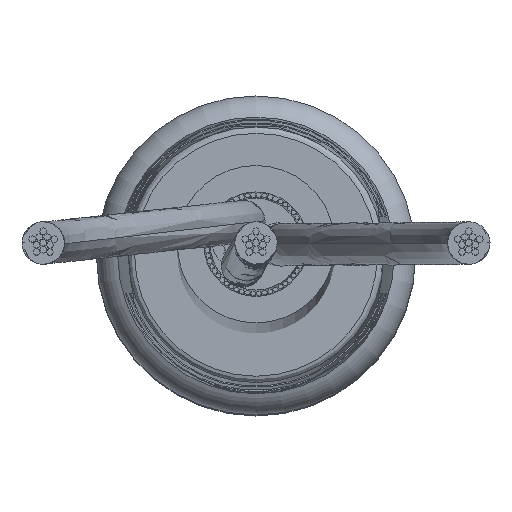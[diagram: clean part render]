
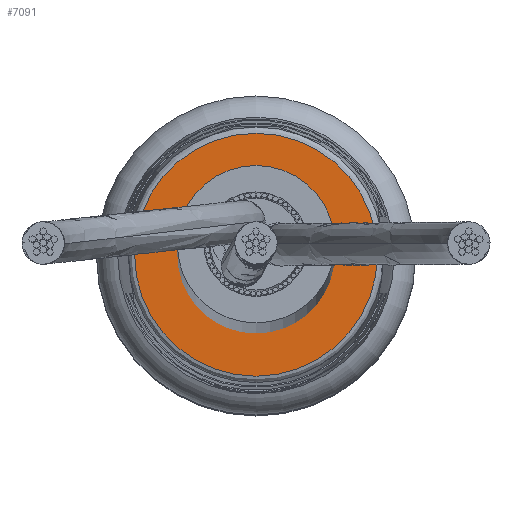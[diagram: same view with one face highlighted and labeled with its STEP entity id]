
A CAD part, top view. The second image highlights one B-rep face of the part: STEP entity #7091.
In plain terms, the highlighted face is planar.
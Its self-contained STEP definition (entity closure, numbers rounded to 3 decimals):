
#2211 = FACE_OUTER_BOUND ( 'NONE', #14633, .T. ) ;
#2282 = CIRCLE ( 'NONE', #3712, 2.854 ) ;
#3470 = DIRECTION ( 'NONE',  ( 0., 0., 1. ) ) ;
#3712 = AXIS2_PLACEMENT_3D ( 'NONE', #19841, #18328, #9037 ) ;
#3720 = DIRECTION ( 'NONE',  ( 0., 0., 1. ) ) ;
#3828 = ORIENTED_EDGE ( 'NONE', *, *, #4475, .T. ) ;
#4475 = EDGE_CURVE ( 'NONE', #17624, #5012, #2282, .T. ) ;
#4549 = CARTESIAN_POINT ( 'NONE',  ( 0., -24., -2.854 ) ) ;
#5012 = VERTEX_POINT ( 'NONE', #12289 ) ;
#7091 = ADVANCED_FACE ( 'NONE', ( #2211 ), #13207, .F. ) ;
#7139 = CIRCLE ( 'NONE', #16988, 2.854 ) ;
#7456 = AXIS2_PLACEMENT_3D ( 'NONE', #17778, #8749, #3720 ) ;
#7555 = EDGE_CURVE ( 'NONE', #5012, #17624, #7139, .T. ) ;
#8749 = DIRECTION ( 'NONE',  ( 0., 1., 0. ) ) ;
#9037 = DIRECTION ( 'NONE',  ( 0., 0., 1. ) ) ;
#12289 = CARTESIAN_POINT ( 'NONE',  ( 0., -24., 2.854 ) ) ;
#12770 = CARTESIAN_POINT ( 'NONE',  ( 0., -24., 0. ) ) ;
#13207 = PLANE ( 'NONE',  #7456 ) ;
#14633 = EDGE_LOOP ( 'NONE', ( #17593, #3828 ) ) ;
#16988 = AXIS2_PLACEMENT_3D ( 'NONE', #12770, #17470, #3470 ) ;
#17470 = DIRECTION ( 'NONE',  ( 0., -1., 0. ) ) ;
#17593 = ORIENTED_EDGE ( 'NONE', *, *, #7555, .T. ) ;
#17624 = VERTEX_POINT ( 'NONE', #4549 ) ;
#17778 = CARTESIAN_POINT ( 'NONE',  ( 0., -24., 0. ) ) ;
#18328 = DIRECTION ( 'NONE',  ( 0., -1., 0. ) ) ;
#19841 = CARTESIAN_POINT ( 'NONE',  ( 0., -24., 0. ) ) ;
